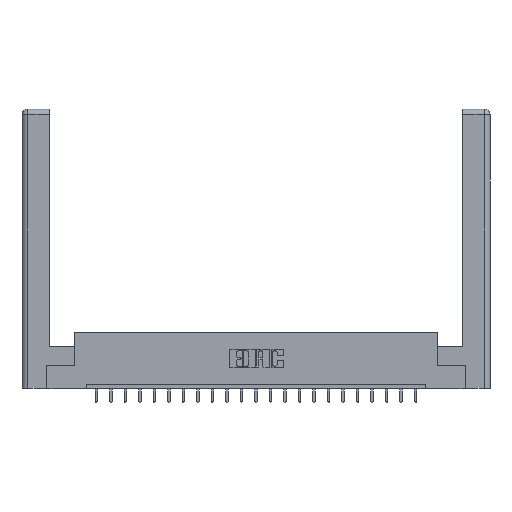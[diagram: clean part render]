
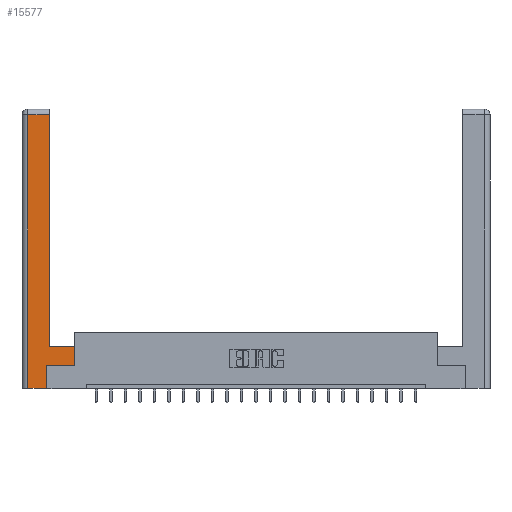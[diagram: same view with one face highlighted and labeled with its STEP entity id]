
A CAD part, top view. The second image highlights one B-rep face of the part: STEP entity #15577.
In plain terms, the highlighted planar face has unit normal (0, 0, 1).
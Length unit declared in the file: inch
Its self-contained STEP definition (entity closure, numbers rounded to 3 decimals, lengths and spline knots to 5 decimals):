
#57 = VECTOR ( 'NONE', #13669, 39.37008 ) ;
#1570 = ORIENTED_EDGE ( 'NONE', *, *, #20758, .T. ) ;
#1907 = LINE ( 'NONE', #13975, #21781 ) ;
#1966 = VECTOR ( 'NONE', #6968, 39.37008 ) ;
#2167 = CARTESIAN_POINT ( 'NONE',  ( 0.295, 3., 0. ) ) ;
#2254 = LINE ( 'NONE', #6160, #15394 ) ;
#2400 = ORIENTED_EDGE ( 'NONE', *, *, #4033, .T. ) ;
#3188 = PLANE ( 'NONE',  #9987 ) ;
#3465 = DIRECTION ( 'NONE',  ( -1., 0., 0. ) ) ;
#3987 = CARTESIAN_POINT ( 'NONE',  ( 0.565, 0.245, 0. ) ) ;
#4033 = EDGE_CURVE ( 'NONE', #5874, #20665, #2254, .T. ) ;
#4288 = LINE ( 'NONE', #17402, #57 ) ;
#4547 = DIRECTION ( 'NONE',  ( 0., -1., 0. ) ) ;
#5066 = DIRECTION ( 'NONE',  ( -1., 0., 0. ) ) ;
#5157 = EDGE_CURVE ( 'NONE', #7812, #7242, #4288, .T. ) ;
#5195 = EDGE_CURVE ( 'NONE', #12337, #19767, #1907, .T. ) ;
#5400 = CARTESIAN_POINT ( 'NONE',  ( 0.265, 0.245, 0. ) ) ;
#5425 = VECTOR ( 'NONE', #22130, 39.37008 ) ;
#5604 = VERTEX_POINT ( 'NONE', #16367 ) ;
#5707 = VECTOR ( 'NONE', #19575, 39.37008 ) ;
#5874 = VERTEX_POINT ( 'NONE', #6007 ) ;
#6007 = CARTESIAN_POINT ( 'NONE',  ( 0.265, 0.245, 0. ) ) ;
#6160 = CARTESIAN_POINT ( 'NONE',  ( 0.565, 0.245, 0. ) ) ;
#6476 = ORIENTED_EDGE ( 'NONE', *, *, #5157, .T. ) ;
#6968 = DIRECTION ( 'NONE',  ( 0., 1., 0. ) ) ;
#7242 = VERTEX_POINT ( 'NONE', #11738 ) ;
#7447 = CARTESIAN_POINT ( 'NONE',  ( 0.0615, 0., 0. ) ) ;
#7555 = VECTOR ( 'NONE', #10650, 39.37008 ) ;
#7582 = LINE ( 'NONE', #7688, #5707 ) ;
#7688 = CARTESIAN_POINT ( 'NONE',  ( 0.0615, 2.94, 0. ) ) ;
#7812 = VERTEX_POINT ( 'NONE', #7447 ) ;
#8889 = VERTEX_POINT ( 'NONE', #18575 ) ;
#9507 = ORIENTED_EDGE ( 'NONE', *, *, #5195, .T. ) ;
#9591 = CARTESIAN_POINT ( 'NONE',  ( 0.565, 0.45, 0. ) ) ;
#9791 = ORIENTED_EDGE ( 'NONE', *, *, #13802, .T. ) ;
#9987 = AXIS2_PLACEMENT_3D ( 'NONE', #15355, #16965, #5066 ) ;
#10650 = DIRECTION ( 'NONE',  ( 0., 1., 0. ) ) ;
#10975 = EDGE_LOOP ( 'NONE', ( #9791, #1570, #17344, #6476, #11916, #2400, #14677, #9507 ) ) ;
#11086 = LINE ( 'NONE', #20659, #1966 ) ;
#11424 = LINE ( 'NONE', #15053, #14660 ) ;
#11738 = CARTESIAN_POINT ( 'NONE',  ( 0.265, 0., 0. ) ) ;
#11916 = ORIENTED_EDGE ( 'NONE', *, *, #19000, .T. ) ;
#12337 = VERTEX_POINT ( 'NONE', #9591 ) ;
#12660 = LINE ( 'NONE', #2167, #7555 ) ;
#13669 = DIRECTION ( 'NONE',  ( 1., 0., 0. ) ) ;
#13802 = EDGE_CURVE ( 'NONE', #19767, #8889, #12660, .T. ) ;
#13975 = CARTESIAN_POINT ( 'NONE',  ( 0.295, 0.45, 0. ) ) ;
#14660 = VECTOR ( 'NONE', #4547, 39.37008 ) ;
#14677 = ORIENTED_EDGE ( 'NONE', *, *, #18024, .T. ) ;
#15053 = CARTESIAN_POINT ( 'NONE',  ( 0.0615, 0., 0. ) ) ;
#15355 = CARTESIAN_POINT ( 'NONE',  ( 0., 0., 0. ) ) ;
#15394 = VECTOR ( 'NONE', #19865, 39.37008 ) ;
#15577 = ADVANCED_FACE ( 'NONE', ( #20913 ), #3188, .F. ) ;
#15641 = LINE ( 'NONE', #5400, #5425 ) ;
#16367 = CARTESIAN_POINT ( 'NONE',  ( 0.0615, 2.94, 0. ) ) ;
#16593 = EDGE_CURVE ( 'NONE', #5604, #7812, #11424, .T. ) ;
#16965 = DIRECTION ( 'NONE',  ( 0., 0., -1. ) ) ;
#17344 = ORIENTED_EDGE ( 'NONE', *, *, #16593, .T. ) ;
#17402 = CARTESIAN_POINT ( 'NONE',  ( 0.265, 0., 0. ) ) ;
#18024 = EDGE_CURVE ( 'NONE', #20665, #12337, #11086, .T. ) ;
#18190 = CARTESIAN_POINT ( 'NONE',  ( 0.295, 0.45, 0. ) ) ;
#18575 = CARTESIAN_POINT ( 'NONE',  ( 0.295, 2.94, 0. ) ) ;
#19000 = EDGE_CURVE ( 'NONE', #7242, #5874, #15641, .T. ) ;
#19575 = DIRECTION ( 'NONE',  ( -1., 0., 0. ) ) ;
#19767 = VERTEX_POINT ( 'NONE', #18190 ) ;
#19865 = DIRECTION ( 'NONE',  ( 1., 0., 0. ) ) ;
#20659 = CARTESIAN_POINT ( 'NONE',  ( 0.565, 0.45, 0. ) ) ;
#20665 = VERTEX_POINT ( 'NONE', #3987 ) ;
#20758 = EDGE_CURVE ( 'NONE', #8889, #5604, #7582, .T. ) ;
#20913 = FACE_OUTER_BOUND ( 'NONE', #10975, .T. ) ;
#21781 = VECTOR ( 'NONE', #3465, 39.37008 ) ;
#22130 = DIRECTION ( 'NONE',  ( 0., 1., 0. ) ) ;
